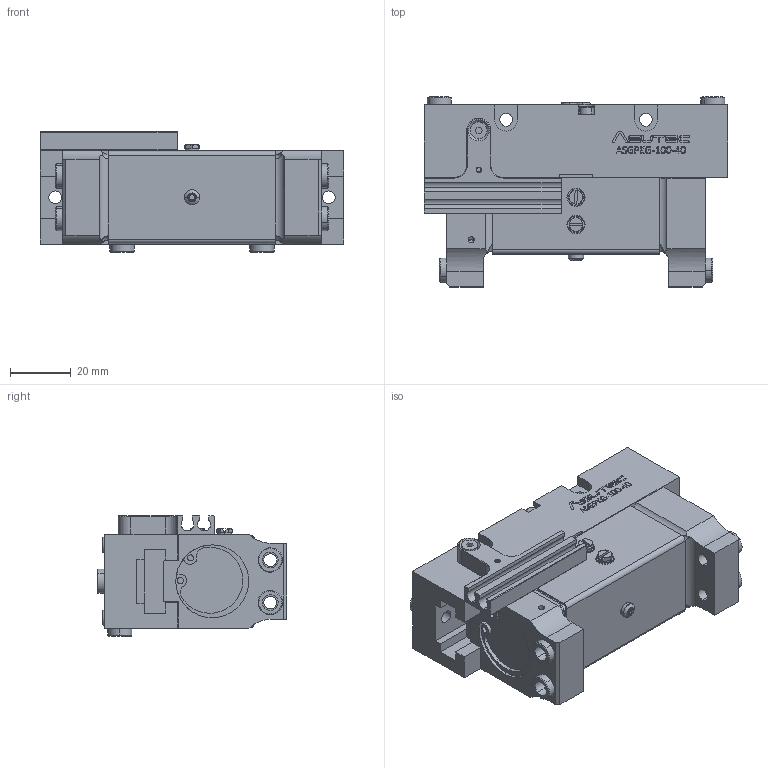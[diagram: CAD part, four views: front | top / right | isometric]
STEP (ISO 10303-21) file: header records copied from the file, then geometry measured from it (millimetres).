
FILE_DESCRIPTION (( 'STEP AP214' ), '1' );
FILE_NAME ('ASUTEC_ASGPKG-100-40.STEP', '2025-06-26T06:58:25', ( '' ), ( '' ), 'SwSTEP 2.0', 'SolidWorks 2020', '' );
FILE_SCHEMA (( 'AUTOMOTIVE_DESIGN' ));
Length unit declared in the file: millimetre
Products named in the file (1): ASUTEC_ASGPKG-100-40
Bounding box: 100 x 62.5 x 39.5 mm (x, y, z)
Volume: 123633 mm3; surface area: 56469.6 mm2
Topology: 6 solids, 15 shells, 1053 faces, 2661 edges, 1698 vertices
Faces by surface type: plane 421, cylinder 336, cone 145, bspline 107, torus 42, sphere 2
Entity records: 48248 total; most frequent: CARTESIAN_POINT 13053, ORIENTED_EDGE 5290, DIRECTION 4831, EDGE_CURVE 2645, AXIS2_PLACEMENT_3D 1706, VERTEX_POINT 1698, VECTOR 1419, LINE 1419
